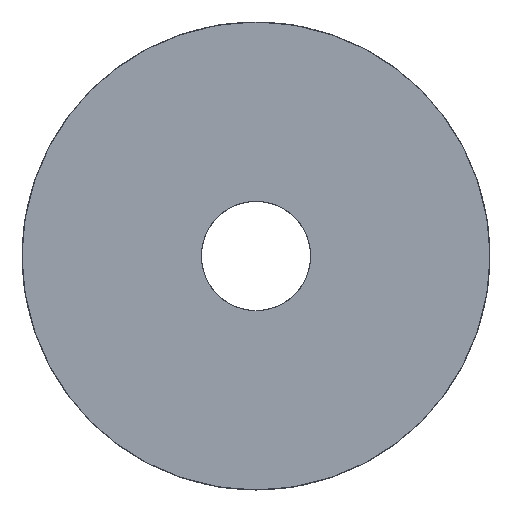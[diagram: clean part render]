
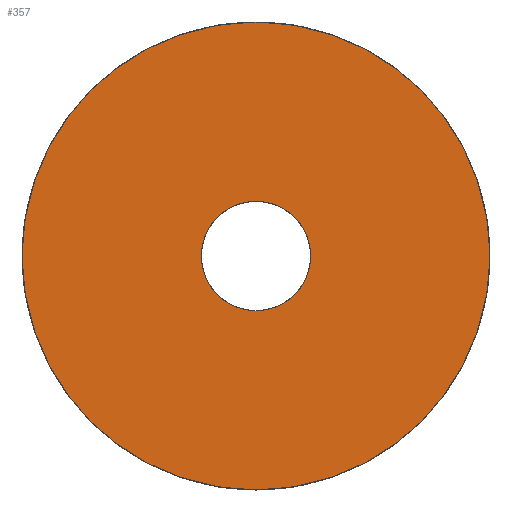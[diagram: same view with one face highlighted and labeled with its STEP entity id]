
A CAD part, top view. The second image highlights one B-rep face of the part: STEP entity #357.
In plain terms, the highlighted free-form (B-spline) face has degree [1, 1] with [2, 2] control points.
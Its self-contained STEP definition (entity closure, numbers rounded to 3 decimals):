
#284=(
BOUNDED_SURFACE()
B_SPLINE_SURFACE(1,1,((#285,#286),(#287,#288)),.UNSPECIFIED.,.F.,.F.,.F.)
B_SPLINE_SURFACE_WITH_KNOTS((2,2),(2,2),(0.000,1.000),(0.000,1.000),.UNSPECIFIED.)
GEOMETRIC_REPRESENTATION_ITEM()
RATIONAL_B_SPLINE_SURFACE(((1.,1.),(1.,1.)))
REPRESENTATION_ITEM('')
SURFACE()
);
#285=CARTESIAN_POINT('',(7.5,-7.5,0.5));
#286=CARTESIAN_POINT('',(-7.5,-7.5,0.5));
#287=CARTESIAN_POINT('',(7.5,7.5,0.5));
#288=CARTESIAN_POINT('',(-7.5,7.5,0.5));
#289=CARTESIAN_POINT('',(0.,7.5,0.5));
#290=VERTEX_POINT('',#289);
#291=(
BOUNDED_CURVE()
B_SPLINE_CURVE(2,(#292,#293,#294),.UNSPECIFIED.,.F.,.F.)
B_SPLINE_CURVE_WITH_KNOTS((3,3),(0.000,1.000),.UNSPECIFIED.)
CURVE()
GEOMETRIC_REPRESENTATION_ITEM()
RATIONAL_B_SPLINE_CURVE((1.,0.707,1.))
REPRESENTATION_ITEM('')
);
#292=CARTESIAN_POINT('',(0.,7.5,0.5));
#293=CARTESIAN_POINT('',(7.5,7.5,0.5));
#294=CARTESIAN_POINT('',(7.5,0.,0.5));
#295=CARTESIAN_POINT('',(7.5,0.,0.5));
#296=VERTEX_POINT('',#295);
#297=EDGE_CURVE('',#290,#296,#291,.T.);
#298=ORIENTED_EDGE('',*,*,#297,.T.);
#299=(
BOUNDED_CURVE()
B_SPLINE_CURVE(2,(#300,#301,#302),.UNSPECIFIED.,.F.,.F.)
B_SPLINE_CURVE_WITH_KNOTS((3,3),(0.000,1.000),.UNSPECIFIED.)
CURVE()
GEOMETRIC_REPRESENTATION_ITEM()
RATIONAL_B_SPLINE_CURVE((1.,0.707,1.))
REPRESENTATION_ITEM('')
);
#300=CARTESIAN_POINT('',(7.5,0.,0.5));
#301=CARTESIAN_POINT('',(7.5,-7.5,0.5));
#302=CARTESIAN_POINT('',(0.,-7.5,0.5));
#303=CARTESIAN_POINT('',(0.,-7.5,0.5));
#304=VERTEX_POINT('',#303);
#305=EDGE_CURVE('',#296,#304,#299,.T.);
#306=ORIENTED_EDGE('',*,*,#305,.T.);
#307=(
BOUNDED_CURVE()
B_SPLINE_CURVE(2,(#308,#309,#310),.UNSPECIFIED.,.F.,.F.)
B_SPLINE_CURVE_WITH_KNOTS((3,3),(0.000,1.000),.UNSPECIFIED.)
CURVE()
GEOMETRIC_REPRESENTATION_ITEM()
RATIONAL_B_SPLINE_CURVE((1.,0.707,1.))
REPRESENTATION_ITEM('')
);
#308=CARTESIAN_POINT('',(0.,-7.5,0.5));
#309=CARTESIAN_POINT('',(-7.5,-7.5,0.5));
#310=CARTESIAN_POINT('',(-7.5,0.,0.5));
#311=CARTESIAN_POINT('',(-7.5,0.,0.5));
#312=VERTEX_POINT('',#311);
#313=EDGE_CURVE('',#304,#312,#307,.T.);
#314=ORIENTED_EDGE('',*,*,#313,.T.);
#315=(
BOUNDED_CURVE()
B_SPLINE_CURVE(2,(#316,#317,#318),.UNSPECIFIED.,.F.,.F.)
B_SPLINE_CURVE_WITH_KNOTS((3,3),(0.000,1.000),.UNSPECIFIED.)
CURVE()
GEOMETRIC_REPRESENTATION_ITEM()
RATIONAL_B_SPLINE_CURVE((1.,0.707,1.))
REPRESENTATION_ITEM('')
);
#316=CARTESIAN_POINT('',(-7.5,0.,0.5));
#317=CARTESIAN_POINT('',(-7.5,7.5,0.5));
#318=CARTESIAN_POINT('',(0.,7.5,0.5));
#319=EDGE_CURVE('',#312,#290,#315,.T.);
#320=ORIENTED_EDGE('',*,*,#319,.T.);
#321=EDGE_LOOP('',(#298,#306,#314,#320));
#322=FACE_OUTER_BOUND('',#321,.T.);
#323=CARTESIAN_POINT('',(0.,-1.75,0.5));
#324=VERTEX_POINT('',#323);
#325=(
BOUNDED_CURVE()
B_SPLINE_CURVE(2,(#326,#327,#328),.UNSPECIFIED.,.F.,.F.)
B_SPLINE_CURVE_WITH_KNOTS((3,3),(0.000,1.000),.UNSPECIFIED.)
CURVE()
GEOMETRIC_REPRESENTATION_ITEM()
RATIONAL_B_SPLINE_CURVE((1.,0.707,1.))
REPRESENTATION_ITEM('')
);
#326=CARTESIAN_POINT('',(0.,-1.75,0.5));
#327=CARTESIAN_POINT('',(1.75,-1.75,0.5));
#328=CARTESIAN_POINT('',(1.75,0.,0.5));
#329=CARTESIAN_POINT('',(1.75,0.,0.5));
#330=VERTEX_POINT('',#329);
#331=EDGE_CURVE('',#324,#330,#325,.T.);
#332=ORIENTED_EDGE('',*,*,#331,.T.);
#333=(
BOUNDED_CURVE()
B_SPLINE_CURVE(2,(#334,#335,#336),.UNSPECIFIED.,.F.,.F.)
B_SPLINE_CURVE_WITH_KNOTS((3,3),(0.000,1.000),.UNSPECIFIED.)
CURVE()
GEOMETRIC_REPRESENTATION_ITEM()
RATIONAL_B_SPLINE_CURVE((1.,0.707,1.))
REPRESENTATION_ITEM('')
);
#334=CARTESIAN_POINT('',(1.75,0.,0.5));
#335=CARTESIAN_POINT('',(1.75,1.75,0.5));
#336=CARTESIAN_POINT('',(0.,1.75,0.5));
#337=CARTESIAN_POINT('',(0.,1.75,0.5));
#338=VERTEX_POINT('',#337);
#339=EDGE_CURVE('',#330,#338,#333,.T.);
#340=ORIENTED_EDGE('',*,*,#339,.T.);
#341=(
BOUNDED_CURVE()
B_SPLINE_CURVE(2,(#342,#343,#344),.UNSPECIFIED.,.F.,.F.)
B_SPLINE_CURVE_WITH_KNOTS((3,3),(0.000,1.000),.UNSPECIFIED.)
CURVE()
GEOMETRIC_REPRESENTATION_ITEM()
RATIONAL_B_SPLINE_CURVE((1.,0.707,1.))
REPRESENTATION_ITEM('')
);
#342=CARTESIAN_POINT('',(0.,1.75,0.5));
#343=CARTESIAN_POINT('',(-1.75,1.75,0.5));
#344=CARTESIAN_POINT('',(-1.75,0.,0.5));
#345=CARTESIAN_POINT('',(-1.75,0.,0.5));
#346=VERTEX_POINT('',#345);
#347=EDGE_CURVE('',#338,#346,#341,.T.);
#348=ORIENTED_EDGE('',*,*,#347,.T.);
#349=(
BOUNDED_CURVE()
B_SPLINE_CURVE(2,(#350,#351,#352),.UNSPECIFIED.,.F.,.F.)
B_SPLINE_CURVE_WITH_KNOTS((3,3),(0.000,1.000),.UNSPECIFIED.)
CURVE()
GEOMETRIC_REPRESENTATION_ITEM()
RATIONAL_B_SPLINE_CURVE((1.,0.707,1.))
REPRESENTATION_ITEM('')
);
#350=CARTESIAN_POINT('',(-1.75,0.,0.5));
#351=CARTESIAN_POINT('',(-1.75,-1.75,0.5));
#352=CARTESIAN_POINT('',(0.,-1.75,0.5));
#353=EDGE_CURVE('',#346,#324,#349,.T.);
#354=ORIENTED_EDGE('',*,*,#353,.T.);
#355=EDGE_LOOP('',(#332,#340,#348,#354));
#356=FACE_BOUND('',#355,.T.);
#357=ADVANCED_FACE('',(#322,#356),#284,.T.);
